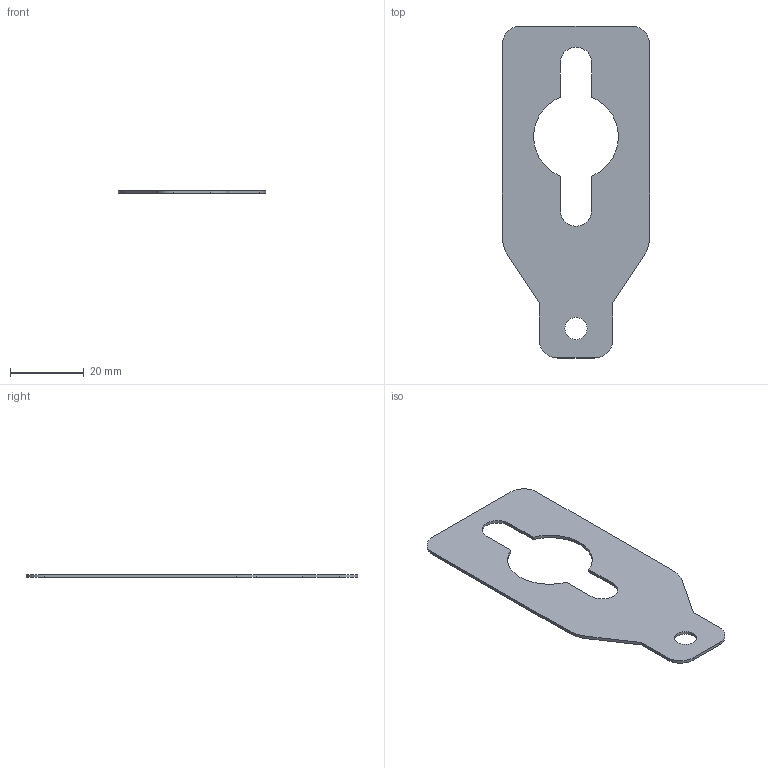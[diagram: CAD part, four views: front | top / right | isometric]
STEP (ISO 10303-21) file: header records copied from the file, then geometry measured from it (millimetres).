
FILE_DESCRIPTION (( 'STEP AP203' ), '1' );
FILE_NAME ('sone3D.STEP', '2017-03-27T02:48:12', ( '' ), ( '' ), 'SwSTEP 2.0', 'SolidWorks 2014', '' );
FILE_SCHEMA (( 'CONFIG_CONTROL_DESIGN' ));
Length unit declared in the file: millimetre
Products named in the file (1): sone3D
Bounding box: 40 x 90 x 0.8 mm (x, y, z)
Volume: 1981.8 mm3; surface area: 5254.3 mm2
Topology: 1 solids, 1 shells, 27 faces, 75 edges, 50 vertices
Faces by surface type: plane 14, cylinder 13
Entity records: 960 total; most frequent: DIRECTION 157, CARTESIAN_POINT 153, ORIENTED_EDGE 150, EDGE_CURVE 75, AXIS2_PLACEMENT_3D 54, VERTEX_POINT 50, VECTOR 49, LINE 49
